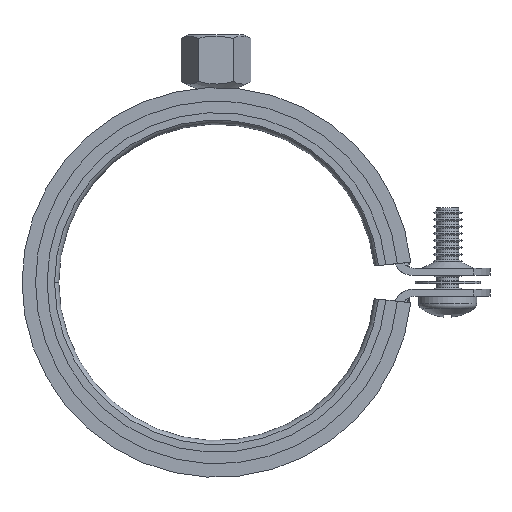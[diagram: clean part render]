
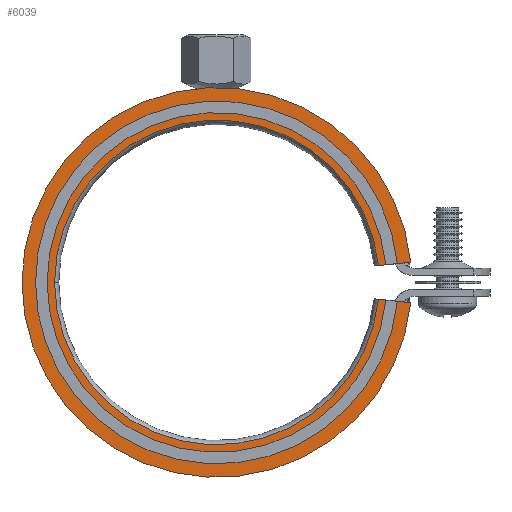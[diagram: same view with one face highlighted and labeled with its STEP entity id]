
A CAD part, front view. The second image highlights one B-rep face of the part: STEP entity #6039.
In plain terms, the highlighted face is planar.
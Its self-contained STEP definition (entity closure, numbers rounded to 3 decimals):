
#4890=CARTESIAN_POINT('',(94.857,163.573,11.5));
#4891=VERTEX_POINT('',#4890);
#4898=CARTESIAN_POINT('',(164.468,159.947,11.5));
#4899=VERTEX_POINT('',#4898);
#4900=CARTESIAN_POINT('',(129.757,163.573,11.5));
#4901=DIRECTION('',(0.0,0.0,1.0));
#4902=DIRECTION('',(1.0,0.0,0.0));
#4903=AXIS2_PLACEMENT_3D('',#4900,#4901,#4902);
#4904=CIRCLE('',#4903,34.9);
#4905=EDGE_CURVE('',#4891,#4899,#4904,.T.);
#4930=CARTESIAN_POINT('',(87.857,163.573,11.5));
#4931=VERTEX_POINT('',#4930);
#4940=CARTESIAN_POINT('',(171.43,167.926,11.5));
#4941=VERTEX_POINT('',#4940);
#4942=CARTESIAN_POINT('',(129.757,163.573,11.5));
#4943=DIRECTION('',(0.0,0.0,1.0));
#4944=DIRECTION('',(1.0,0.0,0.0));
#4945=AXIS2_PLACEMENT_3D('',#4942,#4943,#4944);
#4946=CIRCLE('',#4945,41.9);
#4947=EDGE_CURVE('',#4941,#4931,#4946,.T.);
#5990=CARTESIAN_POINT('',(171.43,159.22,11.5));
#5991=VERTEX_POINT('',#5990);
#5998=CARTESIAN_POINT('',(129.757,163.573,11.5));
#5999=DIRECTION('',(0.0,0.0,1.0));
#6000=DIRECTION('',(1.0,0.0,0.0));
#6001=AXIS2_PLACEMENT_3D('',#5998,#5999,#6000);
#6002=CIRCLE('',#6001,41.9);
#6003=EDGE_CURVE('',#4931,#5991,#6002,.T.);
#6008=CARTESIAN_POINT('',(167.949,167.563,11.5));
#6009=DIRECTION('',(0.0,0.0,1.0));
#6010=DIRECTION('',(1.0,0.0,0.0));
#6011=AXIS2_PLACEMENT_3D('',#6008,#6009,#6010);
#6012=PLANE('',#6011);
#6013=CARTESIAN_POINT('',(171.43,159.22,11.5));
#6014=DIRECTION('',(-0.995,0.104,0.0));
#6015=VECTOR('',#6014,7.);
#6016=LINE('',#6013,#6015);
#6017=EDGE_CURVE('',#5991,#4899,#6016,.T.);
#6018=ORIENTED_EDGE('',*,*,#6017,.T.);
#6019=ORIENTED_EDGE('',*,*,#4905,.F.);
#6020=CARTESIAN_POINT('',(164.468,167.199,11.5));
#6021=VERTEX_POINT('',#6020);
#6022=CARTESIAN_POINT('',(129.757,163.573,11.5));
#6023=DIRECTION('',(0.0,0.0,1.0));
#6024=DIRECTION('',(1.0,0.0,0.0));
#6025=AXIS2_PLACEMENT_3D('',#6022,#6023,#6024);
#6026=CIRCLE('',#6025,34.9);
#6027=EDGE_CURVE('',#6021,#4891,#6026,.T.);
#6028=ORIENTED_EDGE('',*,*,#6027,.F.);
#6029=CARTESIAN_POINT('',(171.43,167.926,11.5));
#6030=DIRECTION('',(-0.995,-0.104,0.0));
#6031=VECTOR('',#6030,7.);
#6032=LINE('',#6029,#6031);
#6033=EDGE_CURVE('',#4941,#6021,#6032,.T.);
#6034=ORIENTED_EDGE('',*,*,#6033,.F.);
#6035=ORIENTED_EDGE('',*,*,#4947,.T.);
#6036=ORIENTED_EDGE('',*,*,#6003,.T.);
#6037=EDGE_LOOP('',(#6018,#6019,#6028,#6034,#6035,#6036));
#6038=FACE_OUTER_BOUND('',#6037,.T.);
#6039=ADVANCED_FACE('',(#6038),#6012,.T.);
